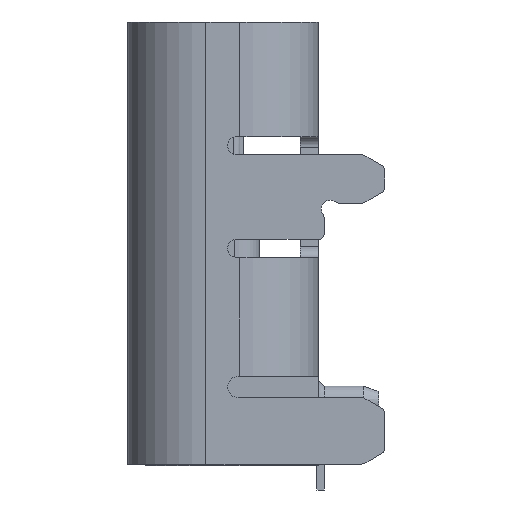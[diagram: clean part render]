
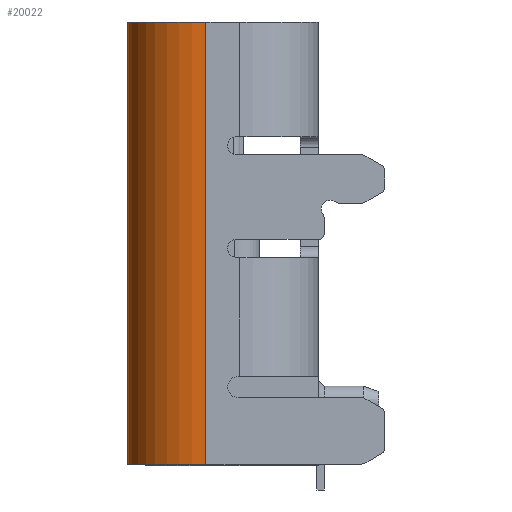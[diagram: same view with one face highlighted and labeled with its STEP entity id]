
A CAD part, left-side view. The second image highlights one B-rep face of the part: STEP entity #20022.
In plain terms, the highlighted cylindrical face has radius 1.3 mm (diameter 2.6 mm), a partial arc.
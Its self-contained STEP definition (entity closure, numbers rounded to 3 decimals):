
#660 = CYLINDRICAL_SURFACE ( 'NONE', #7674, 1.3 ) ;
#1751 = CARTESIAN_POINT ( 'NONE',  ( -3.17, 3.26, -3.445 ) ) ;
#4106 = VERTEX_POINT ( 'NONE', #15880 ) ;
#5108 = DIRECTION ( 'NONE',  ( -1., 0., 0. ) ) ;
#6262 = ORIENTED_EDGE ( 'NONE', *, *, #15244, .T. ) ;
#7195 = EDGE_CURVE ( 'NONE', #18594, #4106, #10657, .T. ) ;
#7674 = AXIS2_PLACEMENT_3D ( 'NONE', #11345, #11528, #5108 ) ;
#7735 = CARTESIAN_POINT ( 'NONE',  ( -4.47, 1.96, 3.875 ) ) ;
#8096 = DIRECTION ( 'NONE',  ( 0., 0., 1. ) ) ;
#10657 = CIRCLE ( 'NONE', #25664, 1.3 ) ;
#10746 = LINE ( 'NONE', #1751, #19643 ) ;
#11044 = ORIENTED_EDGE ( 'NONE', *, *, #22177, .F. ) ;
#11345 = CARTESIAN_POINT ( 'NONE',  ( -3.17, 1.96, -3.445 ) ) ;
#11528 = DIRECTION ( 'NONE',  ( 0., 0., 1. ) ) ;
#11650 = CIRCLE ( 'NONE', #20401, 1.3 ) ;
#12247 = VECTOR ( 'NONE', #15703, 1000. ) ;
#12331 = DIRECTION ( 'NONE',  ( 1., 0., 0. ) ) ;
#13129 = VERTEX_POINT ( 'NONE', #7735 ) ;
#13222 = EDGE_CURVE ( 'NONE', #18594, #19756, #10746, .T. ) ;
#13402 = ORIENTED_EDGE ( 'NONE', *, *, #7195, .T. ) ;
#13496 = CARTESIAN_POINT ( 'NONE',  ( -4.47, 1.96, -3.445 ) ) ;
#13751 = DIRECTION ( 'NONE',  ( 1., 0., 0. ) ) ;
#14823 = FACE_OUTER_BOUND ( 'NONE', #23370, .T. ) ;
#15244 = EDGE_CURVE ( 'NONE', #4106, #13129, #19172, .T. ) ;
#15703 = DIRECTION ( 'NONE',  ( 0., 0., 1. ) ) ;
#15871 = DIRECTION ( 'NONE',  ( 0., 0., 1. ) ) ;
#15880 = CARTESIAN_POINT ( 'NONE',  ( -4.47, 1.96, -3.445 ) ) ;
#18165 = CARTESIAN_POINT ( 'NONE',  ( -3.17, 1.96, 3.875 ) ) ;
#18594 = VERTEX_POINT ( 'NONE', #23523 ) ;
#19172 = LINE ( 'NONE', #13496, #12247 ) ;
#19643 = VECTOR ( 'NONE', #27207, 1000. ) ;
#19756 = VERTEX_POINT ( 'NONE', #23106 ) ;
#20022 = ADVANCED_FACE ( 'NONE', ( #14823 ), #660, .T. ) ;
#20401 = AXIS2_PLACEMENT_3D ( 'NONE', #18165, #15871, #13751 ) ;
#22177 = EDGE_CURVE ( 'NONE', #19756, #13129, #11650, .T. ) ;
#23079 = CARTESIAN_POINT ( 'NONE',  ( -3.17, 1.96, -3.445 ) ) ;
#23099 = ORIENTED_EDGE ( 'NONE', *, *, #13222, .F. ) ;
#23106 = CARTESIAN_POINT ( 'NONE',  ( -3.17, 3.26, 3.875 ) ) ;
#23370 = EDGE_LOOP ( 'NONE', ( #11044, #23099, #13402, #6262 ) ) ;
#23523 = CARTESIAN_POINT ( 'NONE',  ( -3.17, 3.26, -3.445 ) ) ;
#25664 = AXIS2_PLACEMENT_3D ( 'NONE', #23079, #8096, #12331 ) ;
#27207 = DIRECTION ( 'NONE',  ( 0., 0., 1. ) ) ;
